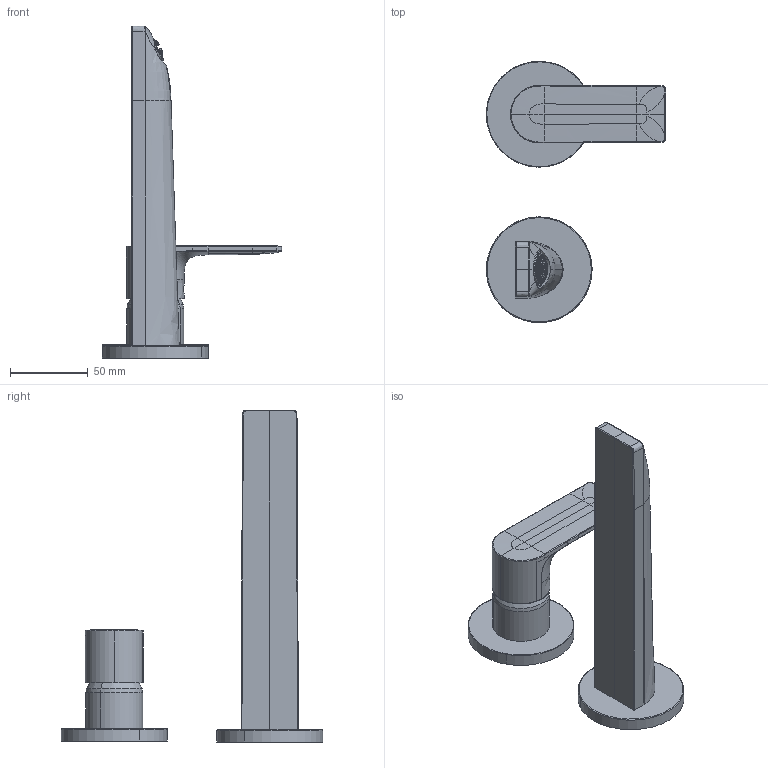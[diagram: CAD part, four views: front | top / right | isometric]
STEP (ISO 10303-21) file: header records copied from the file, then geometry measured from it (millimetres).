
FILE_DESCRIPTION(('CAx-IF Rec.Pracs.---Model Styling and Organization---1.2---2011-12-15','CAx-IF Rec.Pracs.---Geometric and Assembly Validation Properties---4.1---2014-06-16','CAx-IF Rec.Pracs.---PMI Polyline Presentation---2.0---2013-05-24'),'2;1');
FILE_NAME('1000153946_PPR_000.stp','2021-06-22T06:24:35+02:00',(''),(''),'STEP Interface 4.3 by CT CoreTechnologie','3D_Evolution4.3 by CT CoreTechnologie','');
FILE_SCHEMA(('AP203_CONFIGURATION_CONTROLLED_3D_DESIGN_OF_MECHANICAL_PARTS_AND_ASSEMBLIES_MIM_LF'));
Length unit declared in the file: millimetre
Products named in the file (9): P_2 HG Balance Cut 2-L.Wand WTM 195 mm 1000153946_PPR_000_A0; P_2 SR_CS-M24x1_HC_1,5gpm-air_gruen 1000147937_PPA_000_A0; Gewindestift DIN914-M5x6-A2 1000025631_PPA_000_A0; HG Griffstopfen 1000024783_PPA_000_A1; P_2 Griff 2L WTA VVG Balance Cut M25 1000153947_PPA_000_A0; P_2 Auslaufrosette 2L WTM-WM Metris E3 1000146903_PPA_000_A0; P_2 Rosette 2L_WTA_WM AXOR UNO³ 1000110579_PPA_000_A0; P_2 Auslauf 2L WTA WE Balance Cut 1000153948_PPA_000_A0; P_2 Huelse 2L WTA-WM AXOR Uno³ 1000110494_PPA_000_A0
Assembly tree (8 placements, depth 2):
  P_2 HG Balance Cut 2-L.Wand WTM 195 mm 1000153946_PPR_000_A0
    P_2 SR_CS-M24x1_HC_1,5gpm-air_gruen 1000147937_PPA_000_A0
    Gewindestift DIN914-M5x6-A2 1000025631_PPA_000_A0
    HG Griffstopfen 1000024783_PPA_000_A1
    P_2 Griff 2L WTA VVG Balance Cut M25 1000153947_PPA_000_A0
    P_2 Auslaufrosette 2L WTM-WM Metris E3 1000146903_PPA_000_A0
    P_2 Rosette 2L_WTA_WM AXOR UNO³ 1000110579_PPA_000_A0
    P_2 Auslauf 2L WTA WE Balance Cut 1000153948_PPA_000_A0
    P_2 Huelse 2L WTA-WM AXOR Uno³ 1000110494_PPA_000_A0
Bounding box: 115.24 x 167.98 x 213.5 mm (x, y, z)
Volume: 301370.4 mm3; surface area: 62106.4 mm2
Topology: 7 solids, 8 shells, 2096 faces, 5622 edges, 3605 vertices
Faces by surface type: bspline 1003, plane 793, cylinder 300
Entity records: 145570 total; most frequent: CARTESIAN_POINT 72922, ORIENTED_EDGE 11097, DIRECTION 10341, EDGE_CURVE 5550, AXIS2_PLACEMENT_3D 3822, VERTEX_POINT 3575, CIRCLE 2720, VECTOR 2697
